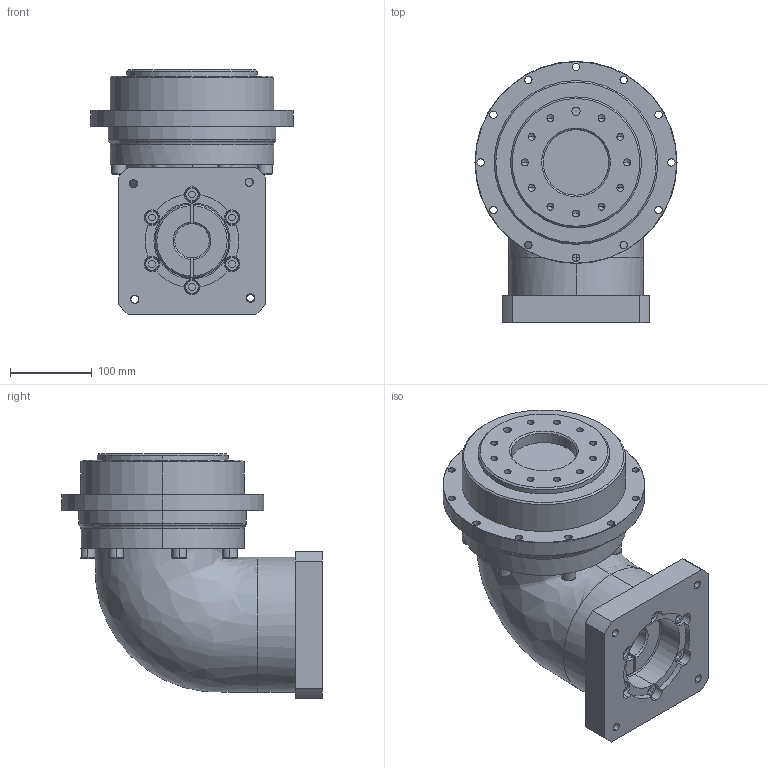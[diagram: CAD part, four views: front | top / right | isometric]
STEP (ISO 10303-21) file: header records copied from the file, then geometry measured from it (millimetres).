
FILE_DESCRIPTION (( 'STEP AP203' ), '1' );
FILE_NAME ('EVT200-L1-42-114.3-200.STEP', '2022-06-15T08:59:21', ( 'PC' ), ( 'Microsoft' ), 'SwSTEP 2.0', 'SolidWorks 2016', '' );
FILE_SCHEMA (( 'CONFIG_CONTROL_DESIGN' ));
Length unit declared in the file: millimetre
Products named in the file (1): EVT200-L1-42-114.3-200
Bounding box: 247 x 318.8 x 299.3 mm (x, y, z)
Volume: 9165008.3 mm3; surface area: 414997.4 mm2
Topology: 1 solids, 1 shells, 357 faces, 890 edges, 553 vertices
Faces by surface type: plane 148, cylinder 133, cone 40, torus 34, bspline 2
Entity records: 12142 total; most frequent: CARTESIAN_POINT 3348, DIRECTION 1934, ORIENTED_EDGE 1736, EDGE_CURVE 868, AXIS2_PLACEMENT_3D 752, VERTEX_POINT 553, VECTOR 430, LINE 430
